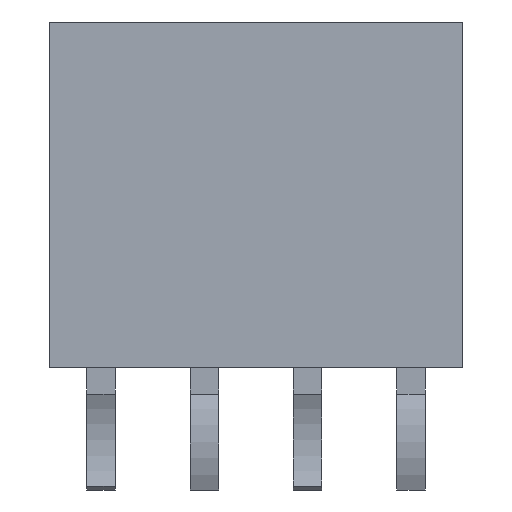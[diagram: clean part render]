
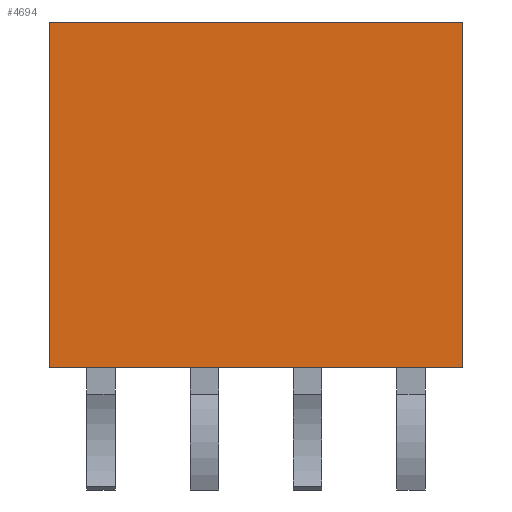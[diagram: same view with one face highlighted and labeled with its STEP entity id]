
A CAD part, front view. The second image highlights one B-rep face of the part: STEP entity #4694.
In plain terms, the highlighted planar face has unit normal (0, -1, 0).
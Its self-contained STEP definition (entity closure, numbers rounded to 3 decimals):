
#14=DIRECTION('',(1.,0.,0.));
#15=VECTOR('',#14,10.16);
#16=CARTESIAN_POINT('',(-5.08,-1.26,0.));
#17=LINE('',#16,#15);
#86=DIRECTION('',(0.,0.,-1.));
#87=VECTOR('',#86,8.5);
#88=CARTESIAN_POINT('',(-5.08,-1.26,0.));
#89=LINE('',#88,#87);
#90=DIRECTION('',(0.,0.,-1.));
#91=VECTOR('',#90,8.5);
#92=CARTESIAN_POINT('',(5.08,-1.26,0.));
#93=LINE('',#92,#91);
#102=DIRECTION('',(1.,0.,0.));
#103=VECTOR('',#102,10.16);
#104=CARTESIAN_POINT('',(-5.08,-1.26,-8.5));
#105=LINE('',#104,#103);
#4121=CARTESIAN_POINT('',(-5.08,-1.26,0.));
#4123=VERTEX_POINT('',#4121);
#4124=CARTESIAN_POINT('',(5.08,-1.26,0.));
#4125=VERTEX_POINT('',#4124);
#4129=CARTESIAN_POINT('',(-5.08,-1.26,-8.5));
#4131=VERTEX_POINT('',#4129);
#4132=CARTESIAN_POINT('',(5.08,-1.26,-8.5));
#4133=VERTEX_POINT('',#4132);
#4681=CARTESIAN_POINT('',(-5.08,-1.26,0.));
#4682=DIRECTION('',(0.,-1.,0.));
#4683=DIRECTION('',(1.,0.,0.));
#4684=AXIS2_PLACEMENT_3D('',#4681,#4682,#4683);
#4685=PLANE('',#4684);
#4686=ORIENTED_EDGE('',*,*,#4621,.T.);
#4688=ORIENTED_EDGE('',*,*,#4687,.T.);
#4690=ORIENTED_EDGE('',*,*,#4689,.F.);
#4691=ORIENTED_EDGE('',*,*,#4672,.F.);
#4692=EDGE_LOOP('',(#4686,#4688,#4690,#4691));
#4693=FACE_OUTER_BOUND('',#4692,.F.);
#4621=EDGE_CURVE('',#4123,#4125,#17,.T.);
#4672=EDGE_CURVE('',#4123,#4131,#89,.T.);
#4687=EDGE_CURVE('',#4125,#4133,#93,.T.);
#4689=EDGE_CURVE('',#4131,#4133,#105,.T.);
#4694=ADVANCED_FACE('',(#4693),#4685,.T.);
